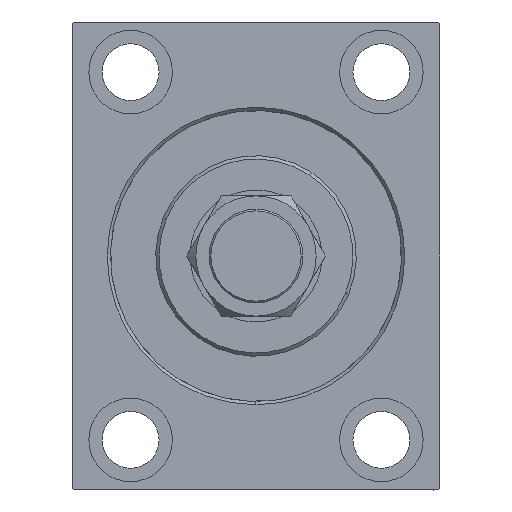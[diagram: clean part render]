
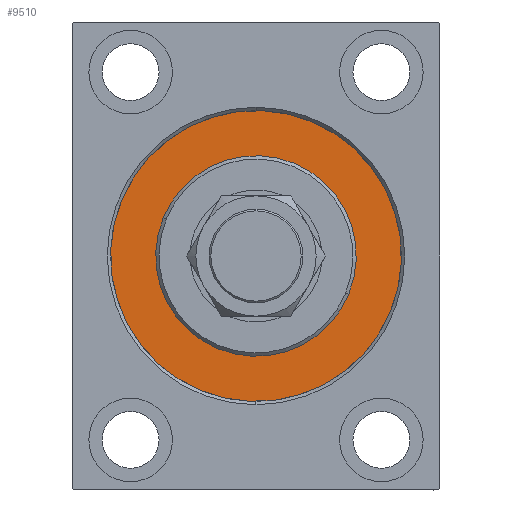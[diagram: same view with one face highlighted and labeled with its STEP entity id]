
A CAD part, left-side view. The second image highlights one B-rep face of the part: STEP entity #9510.
In plain terms, the highlighted face is planar.
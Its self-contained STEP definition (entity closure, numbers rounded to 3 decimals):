
#963 = ORIENTED_EDGE ( 'NONE', *, *, #24343, .F. ) ;
#5677 = DIRECTION ( 'NONE',  ( -1., 0., 0. ) ) ;
#7978 = DIRECTION ( 'NONE',  ( 0., 0., -1. ) ) ;
#9510 = ADVANCED_FACE ( 'NONE', ( #43789, #38147 ), #13848, .F. ) ;
#9811 = CIRCLE ( 'NONE', #26237, 43.5 ) ;
#10894 = ORIENTED_EDGE ( 'NONE', *, *, #19659, .F. ) ;
#12268 = CARTESIAN_POINT ( 'NONE',  ( 0., 0., -30. ) ) ;
#12908 = DIRECTION ( 'NONE',  ( 0., 0., 1. ) ) ;
#13848 = PLANE ( 'NONE',  #15412 ) ;
#15034 = EDGE_LOOP ( 'NONE', ( #963, #10894 ) ) ;
#15412 = AXIS2_PLACEMENT_3D ( 'NONE', #38375, #20416, #20873 ) ;
#17847 = CARTESIAN_POINT ( 'NONE',  ( 0., 0., 0. ) ) ;
#19001 = CARTESIAN_POINT ( 'NONE',  ( 0., 0., 30. ) ) ;
#19208 = AXIS2_PLACEMENT_3D ( 'NONE', #39758, #32512, #7978 ) ;
#19296 = VERTEX_POINT ( 'NONE', #39146 ) ;
#19659 = EDGE_CURVE ( 'NONE', #25961, #19730, #23637, .T. ) ;
#19730 = VERTEX_POINT ( 'NONE', #19001 ) ;
#20416 = DIRECTION ( 'NONE',  ( -1., 0., 0. ) ) ;
#20806 = CARTESIAN_POINT ( 'NONE',  ( 0., 0., -43.5 ) ) ;
#20873 = DIRECTION ( 'NONE',  ( 0., 0., 1. ) ) ;
#23637 = CIRCLE ( 'NONE', #37065, 30. ) ;
#24343 = EDGE_CURVE ( 'NONE', #19730, #25961, #25908, .T. ) ;
#25282 = AXIS2_PLACEMENT_3D ( 'NONE', #28064, #31807, #28297 ) ;
#25908 = CIRCLE ( 'NONE', #19208, 30. ) ;
#25961 = VERTEX_POINT ( 'NONE', #12268 ) ;
#26095 = CARTESIAN_POINT ( 'NONE',  ( 0., 0., 0. ) ) ;
#26237 = AXIS2_PLACEMENT_3D ( 'NONE', #26095, #5677, #12908 ) ;
#27278 = EDGE_CURVE ( 'NONE', #19296, #38630, #33478, .T. ) ;
#28064 = CARTESIAN_POINT ( 'NONE',  ( 0., 0., 0. ) ) ;
#28111 = DIRECTION ( 'NONE',  ( 1., 0., 0. ) ) ;
#28297 = DIRECTION ( 'NONE',  ( 0., 0., 1. ) ) ;
#31344 = ORIENTED_EDGE ( 'NONE', *, *, #39260, .F. ) ;
#31807 = DIRECTION ( 'NONE',  ( -1., 0., 0. ) ) ;
#32512 = DIRECTION ( 'NONE',  ( 1., 0., 0. ) ) ;
#33478 = CIRCLE ( 'NONE', #25282, 43.5 ) ;
#37065 = AXIS2_PLACEMENT_3D ( 'NONE', #17847, #28111, #42826 ) ;
#38147 = FACE_OUTER_BOUND ( 'NONE', #38205, .T. ) ;
#38205 = EDGE_LOOP ( 'NONE', ( #31344, #42999 ) ) ;
#38375 = CARTESIAN_POINT ( 'NONE',  ( 0., 0., 0. ) ) ;
#38630 = VERTEX_POINT ( 'NONE', #20806 ) ;
#39146 = CARTESIAN_POINT ( 'NONE',  ( 0., 0., 43.5 ) ) ;
#39260 = EDGE_CURVE ( 'NONE', #38630, #19296, #9811, .T. ) ;
#39758 = CARTESIAN_POINT ( 'NONE',  ( 0., 0., 0. ) ) ;
#42826 = DIRECTION ( 'NONE',  ( 0., 0., -1. ) ) ;
#42999 = ORIENTED_EDGE ( 'NONE', *, *, #27278, .F. ) ;
#43789 = FACE_BOUND ( 'NONE', #15034, .T. ) ;
